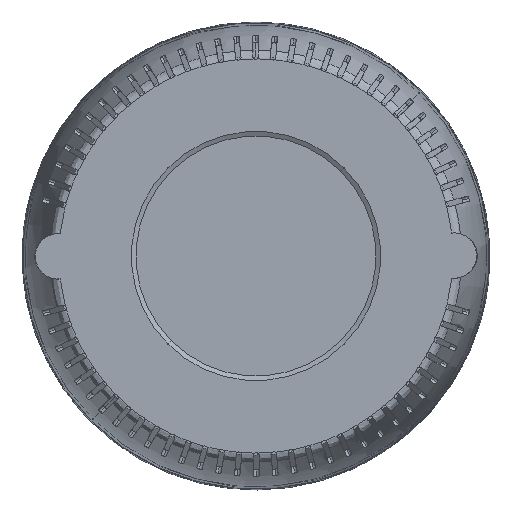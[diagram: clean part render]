
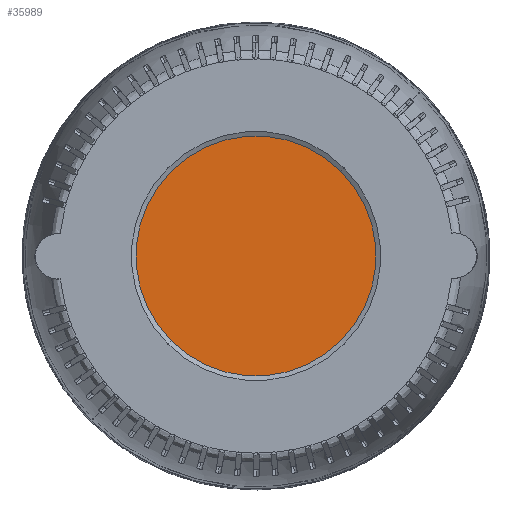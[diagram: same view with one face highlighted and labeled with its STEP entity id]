
A CAD part, front view. The second image highlights one B-rep face of the part: STEP entity #35989.
In plain terms, the highlighted face is planar.
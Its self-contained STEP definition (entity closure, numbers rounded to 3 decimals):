
#16338 = DIRECTION ( 'NONE',  ( 0., 0., -1. ) ) ;
#20338 = CARTESIAN_POINT ( 'NONE',  ( 8.5, 0., -120.1 ) ) ;
#22976 = AXIS2_PLACEMENT_3D ( 'NONE', #120195, #16338, #42388 ) ;
#24958 = CIRCLE ( 'NONE', #107909, 45.768 ) ;
#35989 = ADVANCED_FACE ( 'NONE', ( #163514 ), #175109, .T. ) ;
#42388 = DIRECTION ( 'NONE',  ( -1., 0., 0. ) ) ;
#43900 = ORIENTED_EDGE ( 'NONE', *, *, #185152, .F. ) ;
#43934 = DIRECTION ( 'NONE',  ( 0., 0., 1. ) ) ;
#44875 = CARTESIAN_POINT ( 'NONE',  ( 8.5, 0., -120.1 ) ) ;
#50355 = VERTEX_POINT ( 'NONE', #152169 ) ;
#52048 = DIRECTION ( 'NONE',  ( -1., 0., 0. ) ) ;
#67536 = CIRCLE ( 'NONE', #144316, 45.768 ) ;
#107909 = AXIS2_PLACEMENT_3D ( 'NONE', #20338, #180022, #52048 ) ;
#120195 = CARTESIAN_POINT ( 'NONE',  ( 137.951, -0.242, -120.1 ) ) ;
#120778 = VERTEX_POINT ( 'NONE', #175526 ) ;
#140013 = EDGE_LOOP ( 'NONE', ( #43900, #171852 ) ) ;
#144316 = AXIS2_PLACEMENT_3D ( 'NONE', #44875, #43934, #178550 ) ;
#152169 = CARTESIAN_POINT ( 'NONE',  ( -37.268, 0., -120.1 ) ) ;
#163514 = FACE_OUTER_BOUND ( 'NONE', #140013, .T. ) ;
#168865 = EDGE_CURVE ( 'NONE', #120778, #50355, #67536, .T. ) ;
#171852 = ORIENTED_EDGE ( 'NONE', *, *, #168865, .F. ) ;
#175109 = PLANE ( 'NONE',  #22976 ) ;
#175526 = CARTESIAN_POINT ( 'NONE',  ( 54.268, 0., -120.1 ) ) ;
#178550 = DIRECTION ( 'NONE',  ( -1., 0., 0. ) ) ;
#180022 = DIRECTION ( 'NONE',  ( 0., 0., 1. ) ) ;
#185152 = EDGE_CURVE ( 'NONE', #50355, #120778, #24958, .T. ) ;
